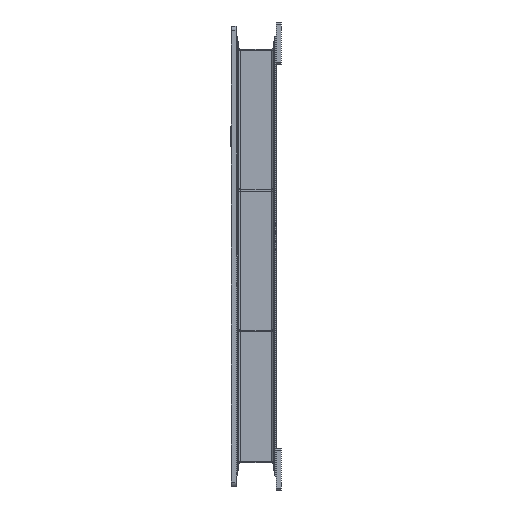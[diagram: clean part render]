
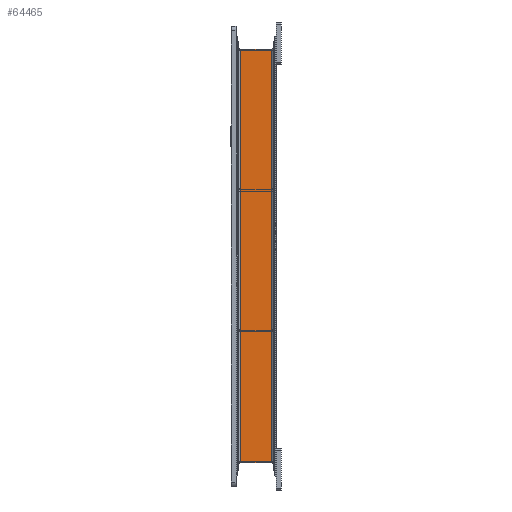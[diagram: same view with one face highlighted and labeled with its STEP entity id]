
A CAD part, left-side view. The second image highlights one B-rep face of the part: STEP entity #64465.
In plain terms, the highlighted planar face has unit normal (-1, 0, 0).
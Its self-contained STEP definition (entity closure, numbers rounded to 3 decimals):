
#64211=CARTESIAN_POINT('Vertex',(2969.,-1498.35,2543.)) ;
#64214=CARTESIAN_POINT('Line Origine',(2969.,-1575.,2543.)) ;
#64218=CARTESIAN_POINT('Vertex',(2969.,-1651.65,2543.)) ;
#64427=CARTESIAN_POINT('Vertex',(2969.,-1498.35,475.)) ;
#64430=CARTESIAN_POINT('Line Origine',(2969.,-1498.35,1509.)) ;
#64442=CARTESIAN_POINT('Axis2P3D Location',(2969.,-1651.65,2659.)) ;
#64447=CARTESIAN_POINT('Line Origine',(2969.,-1651.65,1509.)) ;
#64451=CARTESIAN_POINT('Vertex',(2969.,-1651.65,475.)) ;
#64454=CARTESIAN_POINT('Line Origine',(2969.,-1575.,475.)) ;
#64215=DIRECTION('Vector Direction',(0.,1.,0.)) ;
#64431=DIRECTION('Vector Direction',(0.,0.,1.)) ;
#64443=DIRECTION('Axis2P3D Direction',(-1.,0.,0.)) ;
#64444=DIRECTION('Axis2P3D XDirection',(0.,1.,0.)) ;
#64448=DIRECTION('Vector Direction',(0.,0.,-1.)) ;
#64455=DIRECTION('Vector Direction',(0.,1.,0.)) ;
#64445=AXIS2_PLACEMENT_3D('Plane Axis2P3D',#64442,#64443,#64444) ;
#64460=ORIENTED_EDGE('',*,*,#64453,.F.) ;
#64461=ORIENTED_EDGE('',*,*,#64220,.F.) ;
#64462=ORIENTED_EDGE('',*,*,#64434,.T.) ;
#64463=ORIENTED_EDGE('',*,*,#64458,.F.) ;
#64216=VECTOR('Line Direction',#64215,1.) ;
#64432=VECTOR('Line Direction',#64431,1.) ;
#64449=VECTOR('Line Direction',#64448,1.) ;
#64456=VECTOR('Line Direction',#64455,1.) ;
#64465=ADVANCED_FACE('\X2\51E04F554F53\X0\.5',(#64464),#64446,.T.) ;
#64220=EDGE_CURVE('',#64212,#64219,#64217,.F.) ;
#64434=EDGE_CURVE('',#64212,#64428,#64433,.F.) ;
#64453=EDGE_CURVE('',#64219,#64452,#64450,.T.) ;
#64458=EDGE_CURVE('',#64452,#64428,#64457,.T.) ;
#64459=EDGE_LOOP('',(#64460,#64461,#64462,#64463)) ;
#64464=FACE_OUTER_BOUND('',#64459,.T.) ;
#64217=LINE('Line',#64214,#64216) ;
#64433=LINE('Line',#64430,#64432) ;
#64450=LINE('Line',#64447,#64449) ;
#64457=LINE('Line',#64454,#64456) ;
#64446=PLANE('',#64445) ;
#64212=VERTEX_POINT('',#64211) ;
#64219=VERTEX_POINT('',#64218) ;
#64428=VERTEX_POINT('',#64427) ;
#64452=VERTEX_POINT('',#64451) ;
